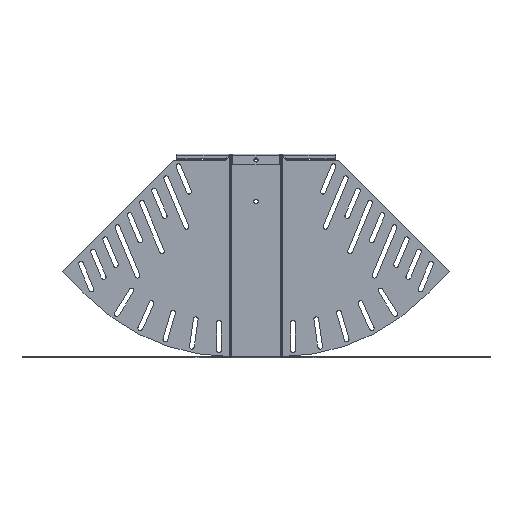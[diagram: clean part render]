
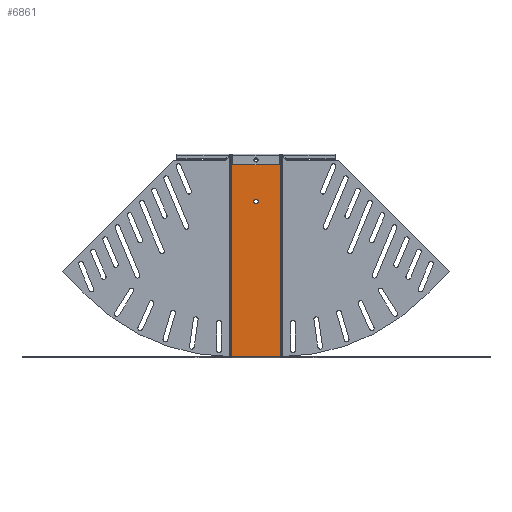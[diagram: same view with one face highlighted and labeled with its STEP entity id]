
A CAD part, front view. The second image highlights one B-rep face of the part: STEP entity #6861.
In plain terms, the highlighted planar face has unit normal (0, -1, 0).
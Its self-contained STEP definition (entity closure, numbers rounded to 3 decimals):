
#821 = CARTESIAN_POINT ( 'NONE',  ( 0., -1.25, -63.4 ) ) ;
#1374 = DIRECTION ( 'NONE',  ( -1., 0., 0. ) ) ;
#2292 = VECTOR ( 'NONE', #12260, 1000. ) ;
#2529 = CARTESIAN_POINT ( 'NONE',  ( 0., -1.25, -69.6 ) ) ;
#2588 = VECTOR ( 'NONE', #1374, 1000. ) ;
#2964 = DIRECTION ( 'NONE',  ( 0., 0., 1. ) ) ;
#3622 = EDGE_CURVE ( 'NONE', #22900, #17792, #7792, .T. ) ;
#3726 = CARTESIAN_POINT ( 'NONE',  ( 35.586, -1.25, -291.5 ) ) ;
#4142 = EDGE_CURVE ( 'NONE', #22923, #17792, #9765, .T. ) ;
#4679 = DIRECTION ( 'NONE',  ( 0., 0., 1. ) ) ;
#5818 = ORIENTED_EDGE ( 'NONE', *, *, #19594, .F. ) ;
#5848 = AXIS2_PLACEMENT_3D ( 'NONE', #9972, #19119, #4679 ) ;
#5971 = ORIENTED_EDGE ( 'NONE', *, *, #3622, .F. ) ;
#6048 = CIRCLE ( 'NONE', #19152, 3.1 ) ;
#6278 = DIRECTION ( 'NONE',  ( 0., 0., 1. ) ) ;
#6690 = CARTESIAN_POINT ( 'NONE',  ( 0., -1.25, -9.6 ) ) ;
#6861 = ADVANCED_FACE ( 'NONE', ( #8599, #22926, #12241 ), #19392, .F. ) ;
#7066 = DIRECTION ( 'NONE',  ( 0., 0., 1. ) ) ;
#7147 = AXIS2_PLACEMENT_3D ( 'NONE', #18716, #22711, #6278 ) ;
#7372 = CARTESIAN_POINT ( 'NONE',  ( 0., -1.25, -6.5 ) ) ;
#7637 = VERTEX_POINT ( 'NONE', #10551 ) ;
#7671 = ORIENTED_EDGE ( 'NONE', *, *, #4142, .T. ) ;
#7792 = LINE ( 'NONE', #13413, #8217 ) ;
#8069 = CARTESIAN_POINT ( 'NONE',  ( -35.586, -1.25, -291.5 ) ) ;
#8217 = VECTOR ( 'NONE', #11661, 1000. ) ;
#8363 = DIRECTION ( 'NONE',  ( 0., 1., 0. ) ) ;
#8599 = FACE_BOUND ( 'NONE', #18733, .T. ) ;
#9023 = AXIS2_PLACEMENT_3D ( 'NONE', #7372, #23228, #21701 ) ;
#9073 = DIRECTION ( 'NONE',  ( 0., 1., 0. ) ) ;
#9092 = LINE ( 'NONE', #10500, #2292 ) ;
#9765 = LINE ( 'NONE', #16796, #11979 ) ;
#9823 = CIRCLE ( 'NONE', #18058, 3.1 ) ;
#9972 = CARTESIAN_POINT ( 'NONE',  ( -35.5, -1.25, 2.25 ) ) ;
#10256 = ORIENTED_EDGE ( 'NONE', *, *, #13549, .F. ) ;
#10500 = CARTESIAN_POINT ( 'NONE',  ( -35.586, -1.25, 2.25 ) ) ;
#10551 = CARTESIAN_POINT ( 'NONE',  ( 35.5, -1.25, -291.5 ) ) ;
#11556 = VERTEX_POINT ( 'NONE', #19123 ) ;
#11582 = ORIENTED_EDGE ( 'NONE', *, *, #16246, .T. ) ;
#11661 = DIRECTION ( 'NONE',  ( 1., 0., 0. ) ) ;
#11881 = CARTESIAN_POINT ( 'NONE',  ( 0., -1.25, -66.5 ) ) ;
#11979 = VECTOR ( 'NONE', #16910, 1000. ) ;
#12241 = FACE_BOUND ( 'NONE', #22843, .T. ) ;
#12260 = DIRECTION ( 'NONE',  ( 0., 0., 1. ) ) ;
#12406 = DIRECTION ( 'NONE',  ( 0., 0., 1. ) ) ;
#13074 = VERTEX_POINT ( 'NONE', #8069 ) ;
#13235 = EDGE_CURVE ( 'NONE', #15616, #11556, #17998, .T. ) ;
#13413 = CARTESIAN_POINT ( 'NONE',  ( -9.5, -1.25, 0. ) ) ;
#13433 = EDGE_CURVE ( 'NONE', #7637, #22923, #17268, .T. ) ;
#13549 = EDGE_CURVE ( 'NONE', #13074, #22900, #9092, .T. ) ;
#13711 = CIRCLE ( 'NONE', #5848, 293.75 ) ;
#13856 = EDGE_CURVE ( 'NONE', #14202, #22139, #6048, .T. ) ;
#14043 = CIRCLE ( 'NONE', #22305, 3.1 ) ;
#14103 = CARTESIAN_POINT ( 'NONE',  ( 35.586, -1.25, 0. ) ) ;
#14202 = VERTEX_POINT ( 'NONE', #821 ) ;
#14340 = ORIENTED_EDGE ( 'NONE', *, *, #13856, .T. ) ;
#14706 = EDGE_CURVE ( 'NONE', #22139, #14202, #9823, .T. ) ;
#14771 = ORIENTED_EDGE ( 'NONE', *, *, #21763, .F. ) ;
#15616 = VERTEX_POINT ( 'NONE', #6690 ) ;
#15777 = DIRECTION ( 'NONE',  ( 0., 1., 0. ) ) ;
#16246 = EDGE_CURVE ( 'NONE', #11556, #15616, #14043, .T. ) ;
#16796 = CARTESIAN_POINT ( 'NONE',  ( 35.586, -1.25, 2.25 ) ) ;
#16910 = DIRECTION ( 'NONE',  ( 0., 0., 1. ) ) ;
#17268 = CIRCLE ( 'NONE', #7147, 293.75 ) ;
#17476 = EDGE_LOOP ( 'NONE', ( #14771, #21544, #7671, #5971, #10256, #5818 ) ) ;
#17617 = CARTESIAN_POINT ( 'NONE',  ( -35.5, -1.25, 2.25 ) ) ;
#17674 = LINE ( 'NONE', #23089, #2588 ) ;
#17792 = VERTEX_POINT ( 'NONE', #14103 ) ;
#17998 = CIRCLE ( 'NONE', #9023, 3.1 ) ;
#18058 = AXIS2_PLACEMENT_3D ( 'NONE', #21205, #19440, #12406 ) ;
#18441 = ORIENTED_EDGE ( 'NONE', *, *, #13235, .T. ) ;
#18716 = CARTESIAN_POINT ( 'NONE',  ( 35.5, -1.25, 2.25 ) ) ;
#18733 = EDGE_LOOP ( 'NONE', ( #14340, #22116 ) ) ;
#19119 = DIRECTION ( 'NONE',  ( 0., 1., 0. ) ) ;
#19123 = CARTESIAN_POINT ( 'NONE',  ( 0., -1.25, -3.4 ) ) ;
#19152 = AXIS2_PLACEMENT_3D ( 'NONE', #11881, #8363, #2964 ) ;
#19296 = DIRECTION ( 'NONE',  ( 0., 0., 1. ) ) ;
#19392 = PLANE ( 'NONE',  #23029 ) ;
#19440 = DIRECTION ( 'NONE',  ( 0., 1., 0. ) ) ;
#19594 = EDGE_CURVE ( 'NONE', #21901, #13074, #13711, .T. ) ;
#21205 = CARTESIAN_POINT ( 'NONE',  ( 0., -1.25, -66.5 ) ) ;
#21544 = ORIENTED_EDGE ( 'NONE', *, *, #13433, .T. ) ;
#21701 = DIRECTION ( 'NONE',  ( 0., 0., 1. ) ) ;
#21763 = EDGE_CURVE ( 'NONE', #7637, #21901, #17674, .T. ) ;
#21898 = CARTESIAN_POINT ( 'NONE',  ( -35.5, -1.25, -291.5 ) ) ;
#21901 = VERTEX_POINT ( 'NONE', #21898 ) ;
#22116 = ORIENTED_EDGE ( 'NONE', *, *, #14706, .T. ) ;
#22139 = VERTEX_POINT ( 'NONE', #2529 ) ;
#22289 = CARTESIAN_POINT ( 'NONE',  ( -35.586, -1.25, 0. ) ) ;
#22305 = AXIS2_PLACEMENT_3D ( 'NONE', #22832, #15777, #19296 ) ;
#22711 = DIRECTION ( 'NONE',  ( 0., -1., 0. ) ) ;
#22832 = CARTESIAN_POINT ( 'NONE',  ( 0., -1.25, -6.5 ) ) ;
#22843 = EDGE_LOOP ( 'NONE', ( #11582, #18441 ) ) ;
#22900 = VERTEX_POINT ( 'NONE', #22289 ) ;
#22923 = VERTEX_POINT ( 'NONE', #3726 ) ;
#22926 = FACE_OUTER_BOUND ( 'NONE', #17476, .T. ) ;
#23029 = AXIS2_PLACEMENT_3D ( 'NONE', #17617, #9073, #7066 ) ;
#23089 = CARTESIAN_POINT ( 'NONE',  ( 0., -1.25, -291.5 ) ) ;
#23228 = DIRECTION ( 'NONE',  ( 0., 1., 0. ) ) ;
